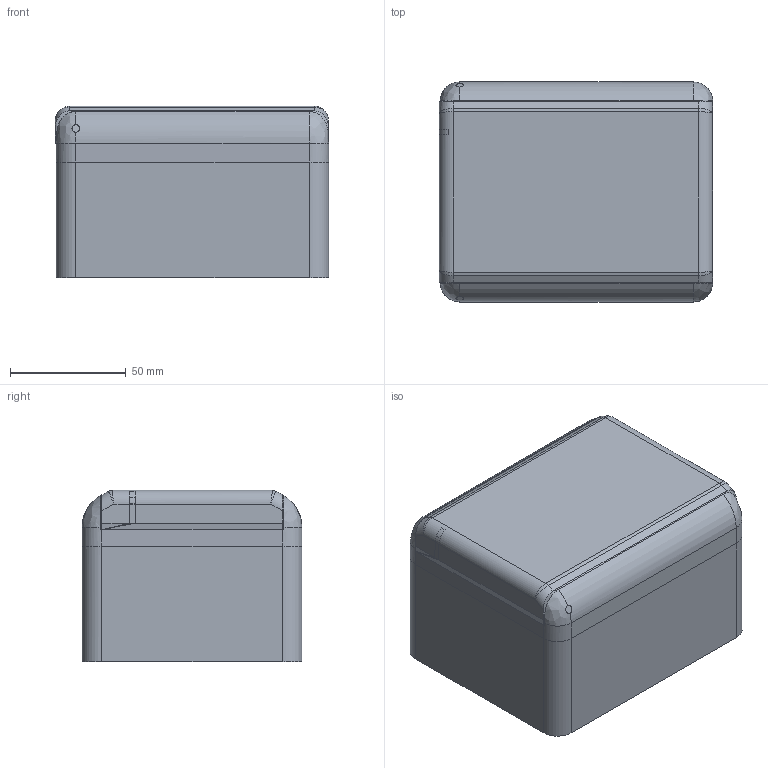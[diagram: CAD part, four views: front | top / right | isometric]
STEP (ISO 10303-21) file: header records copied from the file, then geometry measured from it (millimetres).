
FILE_DESCRIPTION(('CATIA V5 STEP Exchange','CAx-IF Rec.Pracs.--- Model Styling and Organization---1.5--- 2016-08-15','CAx-IF Rec.Pracs.---Supplemental Geometry---1.0---2011-11-01','CAx-IF Rec.Pracs.--- Composite Materials ---1.1---2010-07-15'),'2;1');
FILE_NAME('055872_AllCATPart.stp','2022-02-24T15:42:46+00:00',('none'),('none'),'CATIA Version 5-6 Release 2020 SP3','CATIA V5 STEP AP214 v2','none');
FILE_SCHEMA(('AUTOMOTIVE_DESIGN { 1 0 10303 214 1 1 1 1 }'));
Length unit declared in the file: millimetre
Products named in the file (1): 055872_AllCATPart
Bounding box: 118.17 x 95 x 74.1 mm (x, y, z)
Surface area: 52013.2 mm2 (no closed solid volume)
Topology: 0 solids, 2 shells, 76 faces, 218 edges, 117 vertices
Faces by surface type: bspline 42, plane 16, cylinder 14, extrusion 4
Entity records: 3443 total; most frequent: CARTESIAN_POINT 2000, ORIENTED_EDGE 363, EDGE_CURVE 203, B_SPLINE_CURVE_WITH_KNOTS 147, DIRECTION 126, VERTEX_POINT 117, ADVANCED_FACE 76, EDGE_LOOP 76
